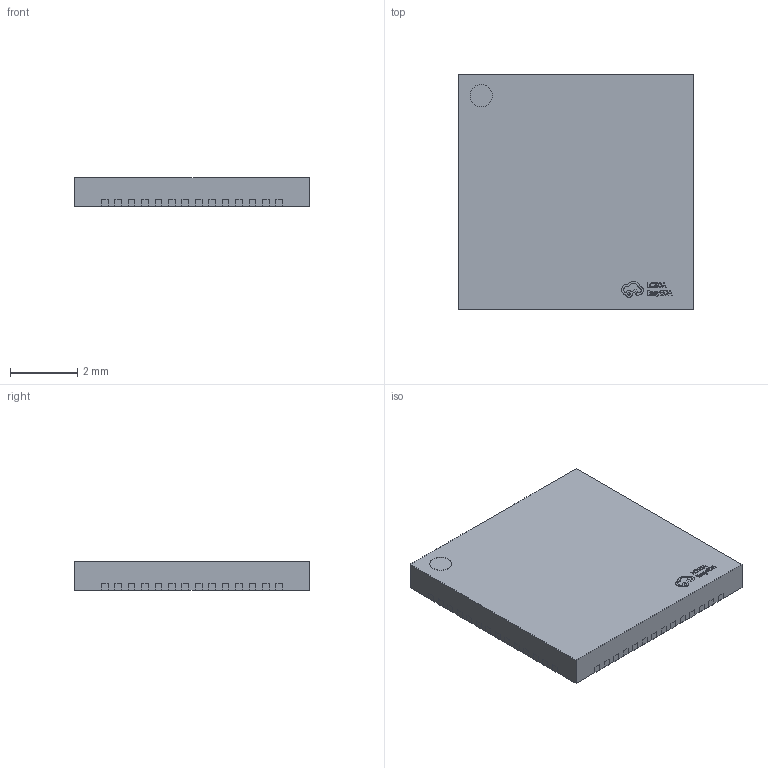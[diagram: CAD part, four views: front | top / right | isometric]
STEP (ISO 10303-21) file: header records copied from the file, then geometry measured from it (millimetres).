
FILE_DESCRIPTION (( 'STEP AP214' ), '1' );
FILE_NAME ('QFN-56_L7.0-W7.0-P0.40-TL-EP4.0.step', '2022-07-15T03:36:19', ( '' ), ( '' ), 'SwSTEP 2.0', 'SolidWorks 2020', '' );
FILE_SCHEMA (( 'AUTOMOTIVE_DESIGN' ));
Length unit declared in the file: millimetre
Products named in the file (1): QFN-56_L7.0-W7.0-P0.40-TL-EP4.0
Bounding box: 7 x 7 x 0.86 mm (x, y, z)
Volume: 41.8 mm3; surface area: 230.1 mm2
Topology: 128 solids, 128 shells, 1560 faces, 3885 edges, 2590 vertices
Faces by surface type: plane 1101, cylinder 347, bspline 112
Entity records: 61961 total; most frequent: CARTESIAN_POINT 10140, ORIENTED_EDGE 7770, DIRECTION 7249, EDGE_CURVE 3885, VECTOR 2963, LINE 2963, VERTEX_POINT 2590, AXIS2_PLACEMENT_3D 2143
